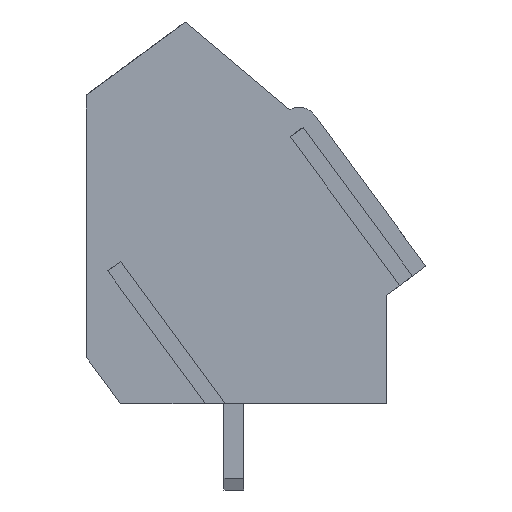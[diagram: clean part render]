
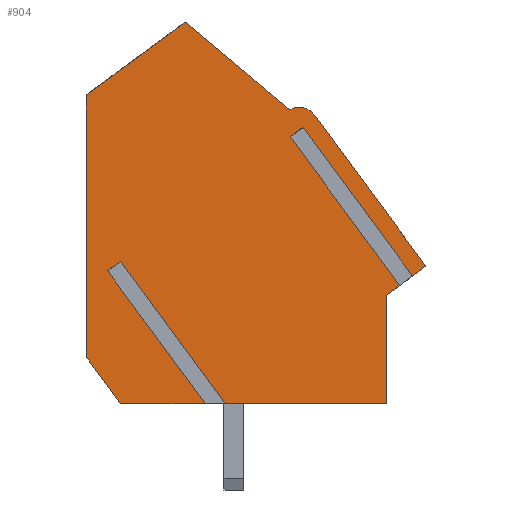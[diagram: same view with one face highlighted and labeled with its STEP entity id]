
A CAD part, left-side view. The second image highlights one B-rep face of the part: STEP entity #904.
In plain terms, the highlighted planar face has unit normal (-1, 0, 0).
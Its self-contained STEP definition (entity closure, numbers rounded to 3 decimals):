
#904=ADVANCED_FACE('',(#4663),#4665,.T.);
#4663=FACE_BOUND('',#4664,.T.);
#4664=EDGE_LOOP('',(#7795,#7796,#7797,#7798,#7799,#7800,#7801,#7802,#7803,#7804,
#7805,#7806,#7807,#7808,#7809,#7810,#7811));
#4665=PLANE('',#4666);
#4666=AXIS2_PLACEMENT_3D('',#4667,#4668,#4669);
#4667=CARTESIAN_POINT('',(-2.5,0.,0.));
#4668=DIRECTION('',(-1.,0.,0.));
#4669=DIRECTION('',(0.,0.,-1.));
#7795=ORIENTED_EDGE('',*,*,#10041,.T.);
#7796=ORIENTED_EDGE('',*,*,#10042,.T.);
#7797=ORIENTED_EDGE('',*,*,#10043,.T.);
#7798=ORIENTED_EDGE('',*,*,#9984,.T.);
#7799=ORIENTED_EDGE('',*,*,#10044,.T.);
#7800=ORIENTED_EDGE('',*,*,#10045,.T.);
#7801=ORIENTED_EDGE('',*,*,#10046,.T.);
#7802=ORIENTED_EDGE('',*,*,#10040,.T.);
#7803=ORIENTED_EDGE('',*,*,#10047,.T.);
#7804=ORIENTED_EDGE('',*,*,#10048,.T.);
#7805=ORIENTED_EDGE('',*,*,#10049,.T.);
#7806=ORIENTED_EDGE('',*,*,#10050,.T.);
#7807=ORIENTED_EDGE('',*,*,#10051,.T.);
#7808=ORIENTED_EDGE('',*,*,#10052,.T.);
#7809=ORIENTED_EDGE('',*,*,#10053,.T.);
#7810=ORIENTED_EDGE('',*,*,#10054,.T.);
#7811=ORIENTED_EDGE('',*,*,#10055,.T.);
#9984=EDGE_CURVE('',#11095,#11093,#11096,.T.);
#10040=EDGE_CURVE('',#11088,#11205,#11207,.T.);
#10041=EDGE_CURVE('',#11208,#11209,#11210,.F.);
#10042=EDGE_CURVE('',#11209,#11211,#11212,.T.);
#10043=EDGE_CURVE('',#11211,#11095,#11213,.T.);
#10044=EDGE_CURVE('',#11093,#11214,#11215,.F.);
#10045=EDGE_CURVE('',#11214,#11216,#11217,.T.);
#10046=EDGE_CURVE('',#11216,#11088,#11218,.F.);
#10047=EDGE_CURVE('',#11205,#11219,#11220,.T.);
#10048=EDGE_CURVE('',#11219,#11221,#11222,.T.);
#10049=EDGE_CURVE('',#11221,#11223,#11224,.T.);
#10050=EDGE_CURVE('',#11223,#11225,#11226,.T.);
#10051=EDGE_CURVE('',#11225,#11227,#11228,.T.);
#10052=EDGE_CURVE('',#11227,#11229,#11230,.T.);
#10053=EDGE_CURVE('',#11229,#11231,#11232,.T.);
#10054=EDGE_CURVE('',#11231,#11233,#11234,.F.);
#10055=EDGE_CURVE('',#11233,#11208,#11235,.T.);
#11088=VERTEX_POINT('',#12917);
#11093=VERTEX_POINT('',#12926);
#11095=VERTEX_POINT('',#12930);
#11096=LINE('',#12931,#12932);
#11205=VERTEX_POINT('',#13150);
#11207=LINE('',#13154,#13155);
#11208=VERTEX_POINT('',#13157);
#11209=VERTEX_POINT('',#13158);
#11210=LINE('',#13159,#13160);
#11211=VERTEX_POINT('',#13162);
#11212=LINE('',#13163,#13164);
#11213=LINE('',#13166,#13167);
#11214=VERTEX_POINT('',#13169);
#11215=LINE('',#13170,#13171);
#11216=VERTEX_POINT('',#13173);
#11217=LINE('',#13174,#13175);
#11218=LINE('',#13177,#13178);
#11219=VERTEX_POINT('',#13180);
#11220=LINE('',#13181,#13182);
#11221=VERTEX_POINT('',#13184);
#11222=CIRCLE('',#13185,0.8);
#11223=VERTEX_POINT('',#13189);
#11224=LINE('',#13190,#13191);
#11225=VERTEX_POINT('',#13193);
#11226=LINE('',#13194,#13195);
#11227=VERTEX_POINT('',#13197);
#11228=LINE('',#13198,#13199);
#11229=VERTEX_POINT('',#13201);
#11230=LINE('',#13202,#13203);
#11231=VERTEX_POINT('',#13205);
#11232=LINE('',#13206,#13207);
#11233=VERTEX_POINT('',#13209);
#11234=LINE('',#13210,#13211);
#11235=LINE('',#13213,#13214);
#12917=CARTESIAN_POINT('',(-2.5,-7.256,5.185));
#12926=CARTESIAN_POINT('',(-2.5,-6.732,4.8));
#12930=CARTESIAN_POINT('',(-2.5,-6.189,4.4));
#12931=CARTESIAN_POINT('',(-2.5,-6.189,4.4));
#12932=VECTOR('',#12933,1.);
#12933=DIRECTION('',(0.,-0.806,0.592));
#13150=CARTESIAN_POINT('',(-2.5,-7.8,5.585));
#13154=CARTESIAN_POINT('',(-2.5,-7.256,5.185));
#13155=VECTOR('',#13156,1.);
#13156=DIRECTION('',(0.,-0.806,0.592));
#13157=CARTESIAN_POINT('',(-2.5,4.599,5.778));
#13158=CARTESIAN_POINT('',(-2.5,0.351,0.));
#13159=CARTESIAN_POINT('',(-2.5,0.351,0.));
#13160=VECTOR('',#13161,1.);
#13161=DIRECTION('',(0.,0.592,0.806));
#13162=CARTESIAN_POINT('',(-2.5,-6.189,0.));
#13163=CARTESIAN_POINT('',(-2.5,0.351,0.));
#13164=VECTOR('',#13165,1.);
#13165=DIRECTION('',(0.,-1.,0.));
#13166=CARTESIAN_POINT('',(-2.5,-6.189,0.));
#13167=VECTOR('',#13168,1.);
#13168=DIRECTION('',(0.,0.,1.));
#13169=CARTESIAN_POINT('',(-2.5,-2.29,10.843));
#13170=CARTESIAN_POINT('',(-2.5,-2.29,10.843));
#13171=VECTOR('',#13172,1.);
#13172=DIRECTION('',(0.,-0.592,-0.806));
#13173=CARTESIAN_POINT('',(-2.5,-2.814,11.228));
#13174=CARTESIAN_POINT('',(-2.5,-2.29,10.843));
#13175=VECTOR('',#13176,1.);
#13176=DIRECTION('',(0.,-0.806,0.592));
#13177=CARTESIAN_POINT('',(-2.5,-7.256,5.185));
#13178=VECTOR('',#13179,1.);
#13179=DIRECTION('',(0.,0.592,0.806));
#13180=CARTESIAN_POINT('',(-2.5,-3.295,11.713));
#13181=CARTESIAN_POINT('',(-2.5,-7.8,5.585));
#13182=VECTOR('',#13183,1.);
#13183=DIRECTION('',(0.,0.592,0.806));
#13184=CARTESIAN_POINT('',(-2.5,-2.261,11.938));
#13185=AXIS2_PLACEMENT_3D('',#13186,#13187,#13188);
#13186=CARTESIAN_POINT('',(-2.5,-2.65,11.239));
#13187=DIRECTION('',(-1.,-0.,-0.));
#13188=DIRECTION('',(0.,-0.806,0.592));
#13189=CARTESIAN_POINT('',(-2.5,1.971,15.5));
#13190=CARTESIAN_POINT('',(-2.5,-2.261,11.938));
#13191=VECTOR('',#13192,1.);
#13192=DIRECTION('',(0.,0.765,0.644));
#13193=CARTESIAN_POINT('',(-2.5,6.,12.538));
#13194=CARTESIAN_POINT('',(-2.5,1.971,15.5));
#13195=VECTOR('',#13196,1.);
#13196=DIRECTION('',(0.,0.806,-0.592));
#13197=CARTESIAN_POINT('',(-2.5,6.,1.902));
#13198=CARTESIAN_POINT('',(-2.5,6.,12.538));
#13199=VECTOR('',#13200,1.);
#13200=DIRECTION('',(0.,0.,-1.));
#13201=CARTESIAN_POINT('',(-2.5,4.602,0.));
#13202=CARTESIAN_POINT('',(-2.5,6.,1.902));
#13203=VECTOR('',#13204,1.);
#13204=DIRECTION('',(0.,-0.592,-0.806));
#13205=CARTESIAN_POINT('',(-2.5,1.158,0.));
#13206=CARTESIAN_POINT('',(-2.5,4.602,0.));
#13207=VECTOR('',#13208,1.);
#13208=DIRECTION('',(0.,-1.,0.));
#13209=CARTESIAN_POINT('',(-2.5,5.122,5.393));
#13210=CARTESIAN_POINT('',(-2.5,5.122,5.393));
#13211=VECTOR('',#13212,1.);
#13212=DIRECTION('',(0.,-0.592,-0.806));
#13213=CARTESIAN_POINT('',(-2.5,5.122,5.393));
#13214=VECTOR('',#13215,1.);
#13215=DIRECTION('',(0.,-0.806,0.592));
